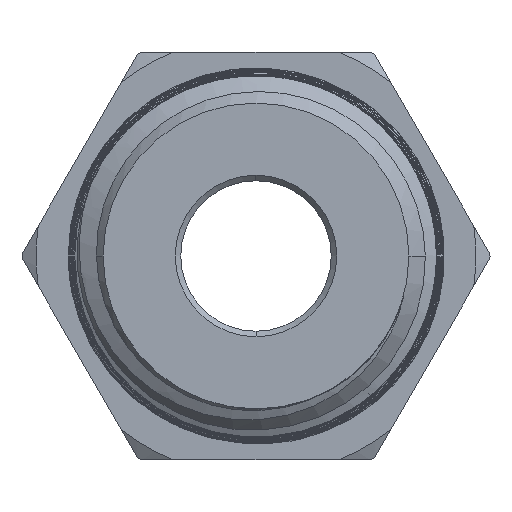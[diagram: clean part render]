
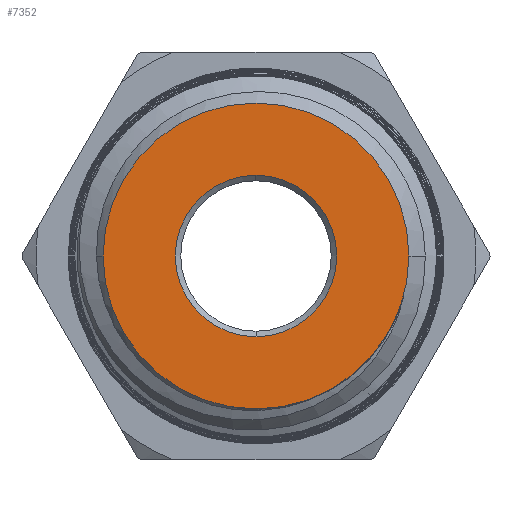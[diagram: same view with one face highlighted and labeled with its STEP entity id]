
A CAD part, left-side view. The second image highlights one B-rep face of the part: STEP entity #7352.
In plain terms, the highlighted planar face has unit normal (-1, 0, 0).
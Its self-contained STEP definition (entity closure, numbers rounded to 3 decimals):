
#2229=CARTESIAN_POINT('',(-12.3,0.,0.));
#2230=DIRECTION('',(-1.,0.,0.));
#2231=DIRECTION('',(0.,1.,0.));
#2232=AXIS2_PLACEMENT_3D('',#2229,#2230,#2231);
#2234=CARTESIAN_POINT('',(-12.3,0.,0.));
#2235=DIRECTION('',(-1.,0.,0.));
#2236=DIRECTION('',(0.,-1.,0.));
#2237=AXIS2_PLACEMENT_3D('',#2234,#2235,#2236);
#2239=CARTESIAN_POINT('',(-12.3,0.,0.));
#2240=DIRECTION('',(1.,0.,0.));
#2241=DIRECTION('',(0.,0.,-1.));
#2242=AXIS2_PLACEMENT_3D('',#2239,#2240,#2241);
#2244=CARTESIAN_POINT('',(-12.3,0.,0.));
#2245=DIRECTION('',(1.,0.,0.));
#2246=DIRECTION('',(0.,0.,1.));
#2247=AXIS2_PLACEMENT_3D('',#2244,#2245,#2246);
#4384=CARTESIAN_POINT('',(-12.3,0.,-2.2));
#4385=CARTESIAN_POINT('',(-12.3,0.,2.2));
#4386=VERTEX_POINT('',#4384);
#4387=VERTEX_POINT('',#4385);
#4391=CARTESIAN_POINT('',(-12.3,4.168,0.));
#4392=CARTESIAN_POINT('',(-12.3,-4.168,0.));
#4393=VERTEX_POINT('',#4391);
#4394=VERTEX_POINT('',#4392);
#7337=CARTESIAN_POINT('',(-12.3,0.,0.));
#7338=DIRECTION('',(-1.,0.,0.));
#7339=DIRECTION('',(0.,1.,0.));
#7340=AXIS2_PLACEMENT_3D('',#7337,#7338,#7339);
#7341=PLANE('',#7340);
#7342=ORIENTED_EDGE('',*,*,#6076,.F.);
#7343=ORIENTED_EDGE('',*,*,#7331,.F.);
#7344=EDGE_LOOP('',(#7342,#7343));
#7345=FACE_OUTER_BOUND('',#7344,.F.);
#7347=ORIENTED_EDGE('',*,*,#7346,.F.);
#7349=ORIENTED_EDGE('',*,*,#7348,.F.);
#7350=EDGE_LOOP('',(#7347,#7349));
#7351=FACE_BOUND('',#7350,.F.);
#2233=CIRCLE('',#2232,4.168);
#2238=CIRCLE('',#2237,4.168);
#2243=CIRCLE('',#2242,2.2);
#2248=CIRCLE('',#2247,2.2);
#6076=EDGE_CURVE('',#4393,#4394,#2233,.T.);
#7331=EDGE_CURVE('',#4394,#4393,#2238,.T.);
#7346=EDGE_CURVE('',#4386,#4387,#2243,.T.);
#7348=EDGE_CURVE('',#4387,#4386,#2248,.T.);
#7352=ADVANCED_FACE('',(#7345,#7351),#7341,.T.);
